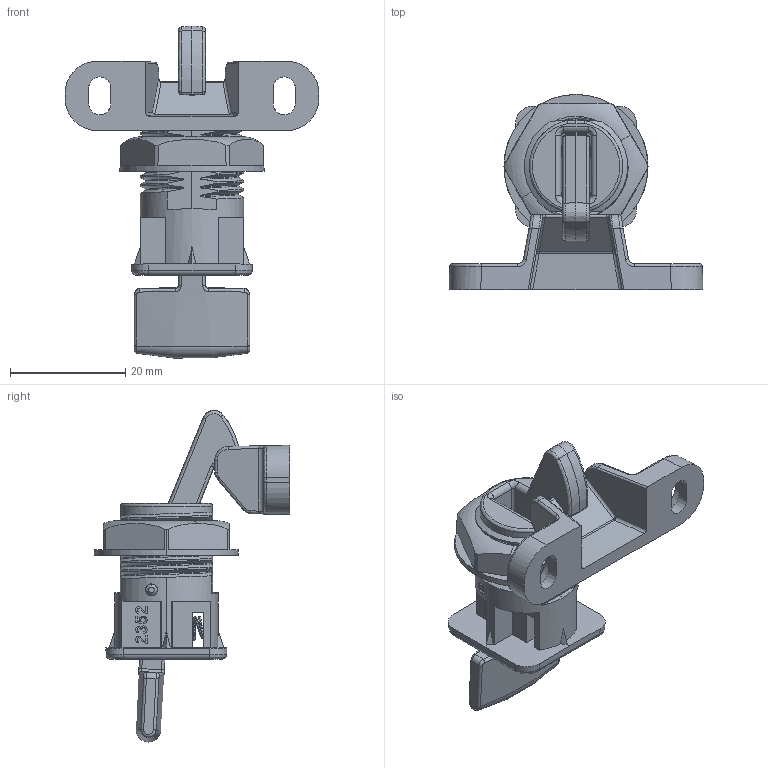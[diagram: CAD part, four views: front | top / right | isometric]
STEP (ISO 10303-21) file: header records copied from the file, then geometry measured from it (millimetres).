
FILE_DESCRIPTION(('Creo Elements/Direct Modeling STEP Export'),'2;1');
FILE_NAME('2352-58.stp','2022-05-04T 9:14:03',(''),(''),'Creo Elements/Direct Modeling STEP processor for AP214 (Solid Model)','Creo Elements/Direct Modeling 20.0 12-Nov-2016 (C) Parametric Technology GmbH','');
FILE_SCHEMA(('AUTOMOTIVE_DESIGN { 1 0 10303 214 1 1 1 1 }'));
Length unit declared in the file: millimetre
Products named in the file (7): Haken; Zylinder; Feder; Schliessblech; Mutter_2; Stift; DIV-9594
Assembly tree (6 placements, depth 2):
  DIV-9594
    Stift
    Mutter_2
    Schliessblech
    Feder
    Zylinder
    Haken
Bounding box: 44 x 33.87 x 57.59 mm (x, y, z)
Volume: 9464.1 mm3; surface area: 8918.5 mm2
Topology: 6 solids, 6 shells, 795 faces, 2183 edges, 1406 vertices
Faces by surface type: plane 509, cylinder 127, bspline 119, cone 26, torus 12, sphere 2
Entity records: 61820 total; most frequent: CARTESIAN_POINT 43324, ORIENTED_EDGE 4362, DIRECTION 3016, EDGE_CURVE 2181, VECTOR 1520, LINE 1520, VERTEX_POINT 1406, EDGE_LOOP 821
